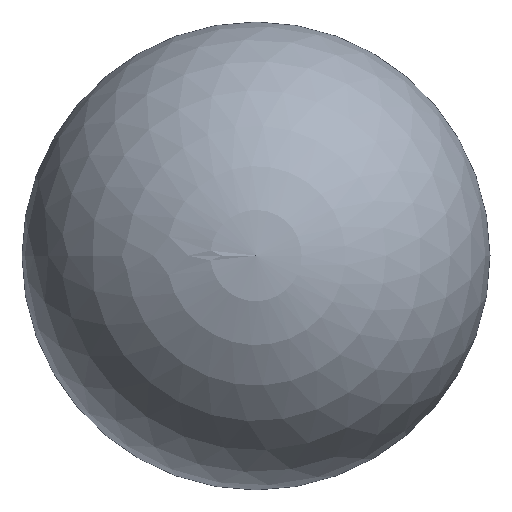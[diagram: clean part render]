
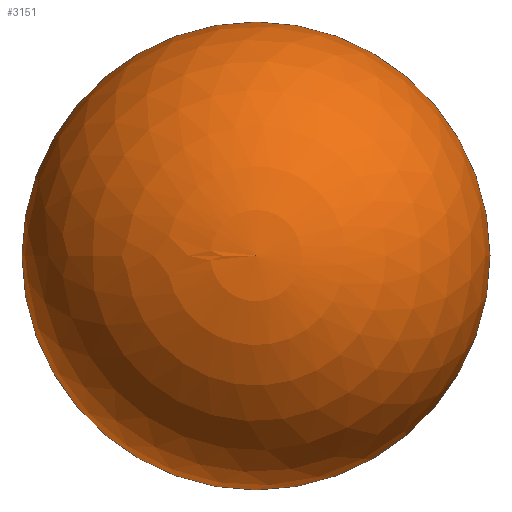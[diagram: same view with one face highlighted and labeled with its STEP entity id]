
A CAD part, top view. The second image highlights one B-rep face of the part: STEP entity #3151.
In plain terms, the highlighted spherical face has radius 75 mm.
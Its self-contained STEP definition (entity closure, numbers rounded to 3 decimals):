
#39 = VERTEX_POINT ( 'NONE', #9397 ) ;
#299 = CIRCLE ( 'NONE', #5949, 75. ) ;
#575 = AXIS2_PLACEMENT_3D ( 'NONE', #5821, #7287, #7314 ) ;
#717 = EDGE_CURVE ( 'NONE', #39, #2000, #299, .T. ) ;
#1099 = DIRECTION ( 'NONE',  ( -1., 0., 0. ) ) ;
#1688 = FACE_OUTER_BOUND ( 'NONE', #1907, .T. ) ;
#1863 = DIRECTION ( 'NONE',  ( 0., 0., -1. ) ) ;
#1907 = EDGE_LOOP ( 'NONE', ( #5495, #9681 ) ) ;
#1960 = CARTESIAN_POINT ( 'NONE',  ( 0., 0., 0. ) ) ;
#2000 = VERTEX_POINT ( 'NONE', #8156 ) ;
#2233 = CIRCLE ( 'NONE', #2511, 75. ) ;
#2511 = AXIS2_PLACEMENT_3D ( 'NONE', #1960, #1863, #1099 ) ;
#3151 = ADVANCED_FACE ( 'NONE', ( #1688 ), #3930, .T. ) ;
#3930 = SPHERICAL_SURFACE ( 'NONE', #575, 75. ) ;
#5495 = ORIENTED_EDGE ( 'NONE', *, *, #5965, .F. ) ;
#5821 = CARTESIAN_POINT ( 'NONE',  ( 0., 0., 0. ) ) ;
#5949 = AXIS2_PLACEMENT_3D ( 'NONE', #9593, #6624, #9648 ) ;
#5965 = EDGE_CURVE ( 'NONE', #2000, #39, #2233, .T. ) ;
#6624 = DIRECTION ( 'NONE',  ( 0., 0., -1. ) ) ;
#7287 = DIRECTION ( 'NONE',  ( 0., 0., 1. ) ) ;
#7314 = DIRECTION ( 'NONE',  ( -1., 0., 0. ) ) ;
#8156 = CARTESIAN_POINT ( 'NONE',  ( -75., 0., 0. ) ) ;
#9397 = CARTESIAN_POINT ( 'NONE',  ( 75., 0., 0. ) ) ;
#9593 = CARTESIAN_POINT ( 'NONE',  ( 0., 0., 0. ) ) ;
#9648 = DIRECTION ( 'NONE',  ( -1., 0., 0. ) ) ;
#9681 = ORIENTED_EDGE ( 'NONE', *, *, #717, .F. ) ;
